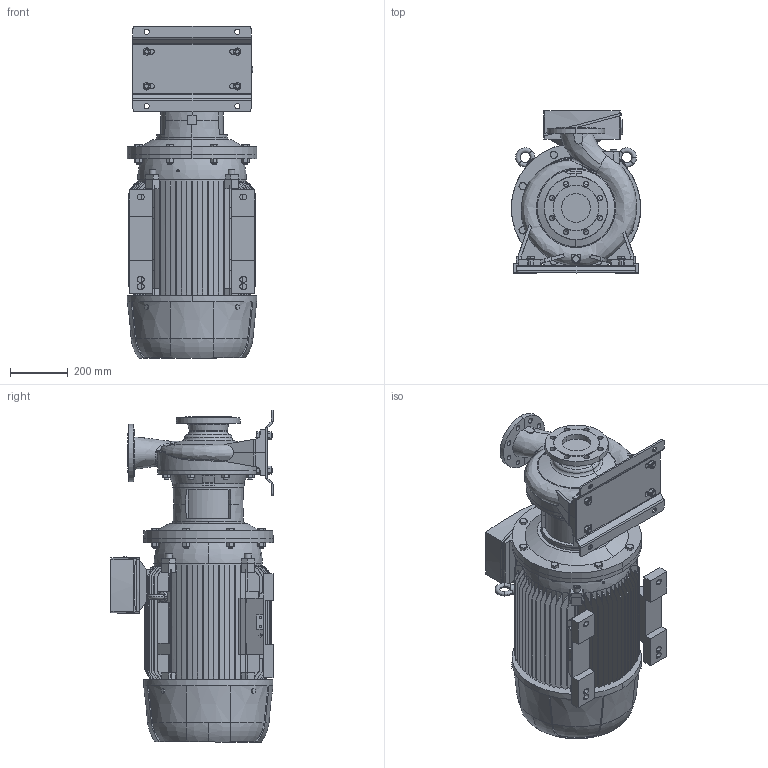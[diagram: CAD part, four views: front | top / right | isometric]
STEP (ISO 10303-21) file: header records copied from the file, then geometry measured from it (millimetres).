
FILE_DESCRIPTION (( 'STEP AP214' ), '1' );
FILE_NAME ('4_93_446_05_REV01.step', '2022-08-10T15:00:16', ( '' ), ( '' ), 'SwSTEP 2.0', 'SolidWorks 2020', '' );
FILE_SCHEMA (( 'AUTOMOTIVE_DESIGN' ));
Length unit declared in the file: millimetre
Products named in the file (2): Copia di 220012^4_93_446_05_REV01; 4_93_446_05_REV01
Assembly tree (1 placements, depth 2):
  4_93_446_05_REV01
    Copia di 220012^4_93_446_05_REV01
Bounding box: 450 x 563 x 1152.81 mm (x, y, z)
Volume: 125129089.6 mm3; surface area: 4843133.8 mm2
Topology: 42 solids, 42 shells, 2313 faces, 5993 edges, 3841 vertices
Faces by surface type: plane 1177, cylinder 458, cone 440, torus 154, bspline 84
Entity records: 149262 total; most frequent: CARTESIAN_POINT 94545, ORIENTED_EDGE 11982, DIRECTION 10169, EDGE_CURVE 5991, VERTEX_POINT 3841, AXIS2_PLACEMENT_3D 3642, LINE 2885, VECTOR 2885
